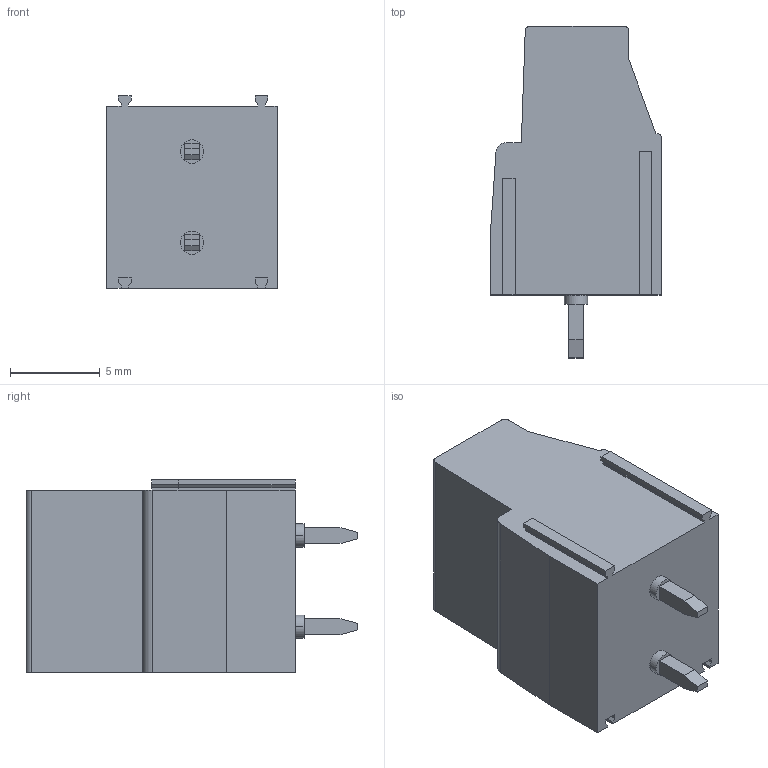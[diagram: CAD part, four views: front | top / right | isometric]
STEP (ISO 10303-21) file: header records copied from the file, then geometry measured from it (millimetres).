
FILE_DESCRIPTION(('STEP AP242'),'1');
FILE_NAME('1888687.stp','2021-12-03T14:54:20',('TraceParts'),('TraceParts S.A.'),'Spatial InterOp 3D',' ',' ');
FILE_SCHEMA(('AP242_MANAGED_MODEL_BASED_3D_ENGINEERING_MIM_LF {1 0 10303 442 1 1 4}'));
Length unit declared in the file: millimetre
Products named in the file (1): 1888687
Bounding box: 9.5 x 18.5 x 10.73 mm (x, y, z)
Volume: 1158.6 mm3; surface area: 946.8 mm2
Topology: 1 solids, 1 shells, 285 faces, 745 edges, 476 vertices
Faces by surface type: plane 219, cylinder 34, torus 16, cone 12, sphere 4
Entity records: 11329 total; most frequent: CARTESIAN_POINT 1939, ORIENTED_EDGE 1490, DIRECTION 1443, EDGE_CURVE 745, LINE 587, VECTOR 587, VERTEX_POINT 476, AXIS2_PLACEMENT_3D 428
